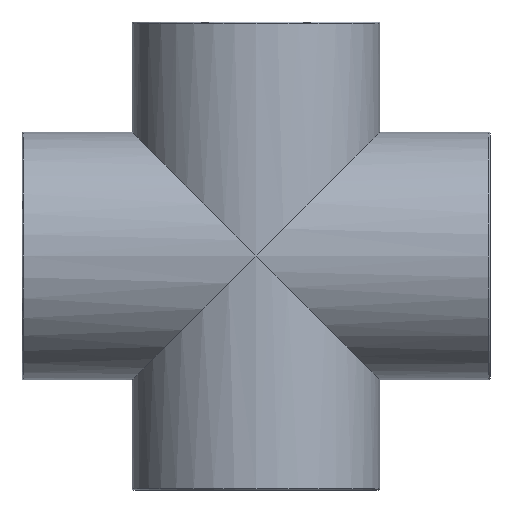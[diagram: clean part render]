
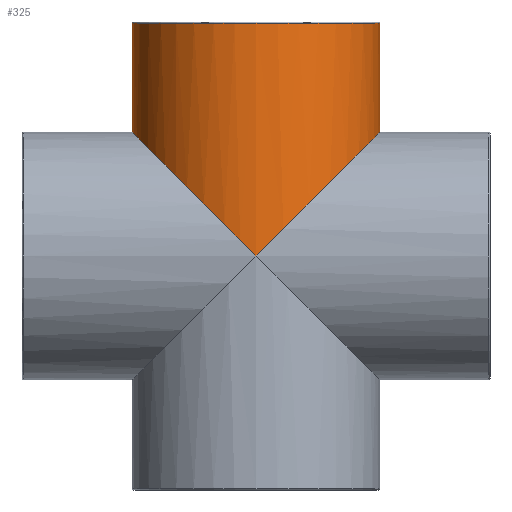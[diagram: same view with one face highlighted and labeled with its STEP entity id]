
A CAD part, front view. The second image highlights one B-rep face of the part: STEP entity #325.
In plain terms, the highlighted cylindrical face has radius 44.5 mm (diameter 89 mm), a full revolution.
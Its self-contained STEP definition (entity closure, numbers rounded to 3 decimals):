
#17=ELLIPSE('',#363,62.933,44.5);
#18=ELLIPSE('',#374,62.933,44.5);
#28=CYLINDRICAL_SURFACE('',#373,44.5);
#57=FACE_BOUND('',#128,.T.);
#85=FACE_OUTER_BOUND('',#127,.T.);
#127=EDGE_LOOP('',(#269,#270));
#128=EDGE_LOOP('',(#271));
#169=CIRCLE('',#372,44.5);
#184=VERTEX_POINT('',#539);
#185=VERTEX_POINT('',#540);
#195=VERTEX_POINT('',#571);
#219=EDGE_CURVE('',#184,#185,#17,.T.);
#224=EDGE_CURVE('',#195,#195,#169,.T.);
#225=EDGE_CURVE('',#185,#184,#18,.T.);
#269=ORIENTED_EDGE('',*,*,#225,.T.);
#270=ORIENTED_EDGE('',*,*,#219,.T.);
#271=ORIENTED_EDGE('',*,*,#224,.F.);
#325=ADVANCED_FACE('',(#85,#57),#28,.T.);
#363=AXIS2_PLACEMENT_3D('',#558,#447,#448);
#372=AXIS2_PLACEMENT_3D('',#572,#465,#466);
#373=AXIS2_PLACEMENT_3D('',#573,#467,#468);
#374=AXIS2_PLACEMENT_3D('',#574,#469,#470);
#447=DIRECTION('center_axis',(0.707,0.,0.707));
#448=DIRECTION('ref_axis',(0.707,0.,-0.707));
#465=DIRECTION('center_axis',(0.,0.,1.));
#466=DIRECTION('ref_axis',(-1.,0.,0.));
#467=DIRECTION('center_axis',(0.,0.,1.));
#468=DIRECTION('ref_axis',(-1.,0.,0.));
#469=DIRECTION('center_axis',(-0.707,0.,0.707));
#470=DIRECTION('ref_axis',(-0.707,0.,-0.707));
#539=CARTESIAN_POINT('',(0.,44.5,0.));
#540=CARTESIAN_POINT('',(0.,-44.5,0.));
#558=CARTESIAN_POINT('Origin',(0.,0.,0.));
#571=CARTESIAN_POINT('',(44.5,0.,83.5));
#572=CARTESIAN_POINT('Origin',(0.,0.,83.5));
#573=CARTESIAN_POINT('Origin',(0.,0.,0.));
#574=CARTESIAN_POINT('Origin',(0.,0.,0.));
